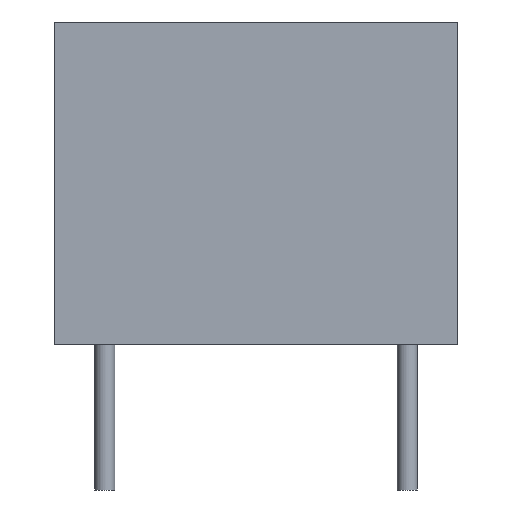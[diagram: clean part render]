
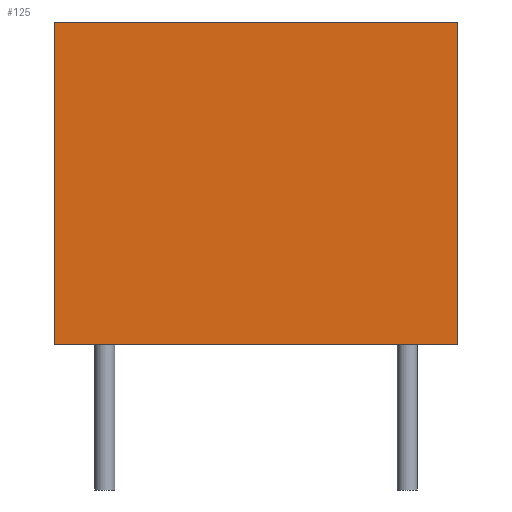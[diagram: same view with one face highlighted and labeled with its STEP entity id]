
A CAD part, front view. The second image highlights one B-rep face of the part: STEP entity #125.
In plain terms, the highlighted planar face has unit normal (0, -1, 0).
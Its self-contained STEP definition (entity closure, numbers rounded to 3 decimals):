
#1 = EDGE_CURVE ( 'NONE', #151, #154, #480, .T. ) ;
#15 = AXIS2_PLACEMENT_3D ( 'NONE', #42, #126, #460 ) ;
#25 = CARTESIAN_POINT ( 'NONE',  ( -5., -1.5, 8. ) ) ;
#33 = LINE ( 'NONE', #117, #381 ) ;
#37 = EDGE_CURVE ( 'NONE', #91, #151, #33, .T. ) ;
#42 = CARTESIAN_POINT ( 'NONE',  ( -5., -1.5, 8. ) ) ;
#55 = ORIENTED_EDGE ( 'NONE', *, *, #379, .T. ) ;
#64 = EDGE_CURVE ( 'NONE', #91, #426, #103, .T. ) ;
#75 = DIRECTION ( 'NONE',  ( 0., 0., -1. ) ) ;
#91 = VERTEX_POINT ( 'NONE', #324 ) ;
#103 = LINE ( 'NONE', #25, #114 ) ;
#114 = VECTOR ( 'NONE', #75, 1000. ) ;
#117 = CARTESIAN_POINT ( 'NONE',  ( -5., -1.5, 8. ) ) ;
#121 = PLANE ( 'NONE',  #15 ) ;
#125 = ADVANCED_FACE ( 'NONE', ( #500 ), #121, .F. ) ;
#126 = DIRECTION ( 'NONE',  ( 0., 1., 0. ) ) ;
#139 = ORIENTED_EDGE ( 'NONE', *, *, #64, .T. ) ;
#151 = VERTEX_POINT ( 'NONE', #171 ) ;
#154 = VERTEX_POINT ( 'NONE', #298 ) ;
#168 = DIRECTION ( 'NONE',  ( 0., 0., -1. ) ) ;
#171 = CARTESIAN_POINT ( 'NONE',  ( 5., -1.5, 8. ) ) ;
#180 = CARTESIAN_POINT ( 'NONE',  ( -5., -1.5, 0. ) ) ;
#226 = DIRECTION ( 'NONE',  ( 1., 0., 0. ) ) ;
#251 = EDGE_LOOP ( 'NONE', ( #55, #365, #303, #139 ) ) ;
#270 = LINE ( 'NONE', #180, #422 ) ;
#298 = CARTESIAN_POINT ( 'NONE',  ( 5., -1.5, 0. ) ) ;
#303 = ORIENTED_EDGE ( 'NONE', *, *, #37, .F. ) ;
#314 = CARTESIAN_POINT ( 'NONE',  ( -5., -1.5, 0. ) ) ;
#324 = CARTESIAN_POINT ( 'NONE',  ( -5., -1.5, 8. ) ) ;
#331 = CARTESIAN_POINT ( 'NONE',  ( 5., -1.5, 8. ) ) ;
#365 = ORIENTED_EDGE ( 'NONE', *, *, #1, .F. ) ;
#379 = EDGE_CURVE ( 'NONE', #426, #154, #270, .T. ) ;
#381 = VECTOR ( 'NONE', #448, 1000. ) ;
#422 = VECTOR ( 'NONE', #226, 1000. ) ;
#426 = VERTEX_POINT ( 'NONE', #314 ) ;
#448 = DIRECTION ( 'NONE',  ( 1., 0., 0. ) ) ;
#460 = DIRECTION ( 'NONE',  ( 0., 0., 1. ) ) ;
#475 = VECTOR ( 'NONE', #168, 1000. ) ;
#480 = LINE ( 'NONE', #331, #475 ) ;
#500 = FACE_OUTER_BOUND ( 'NONE', #251, .T. ) ;
